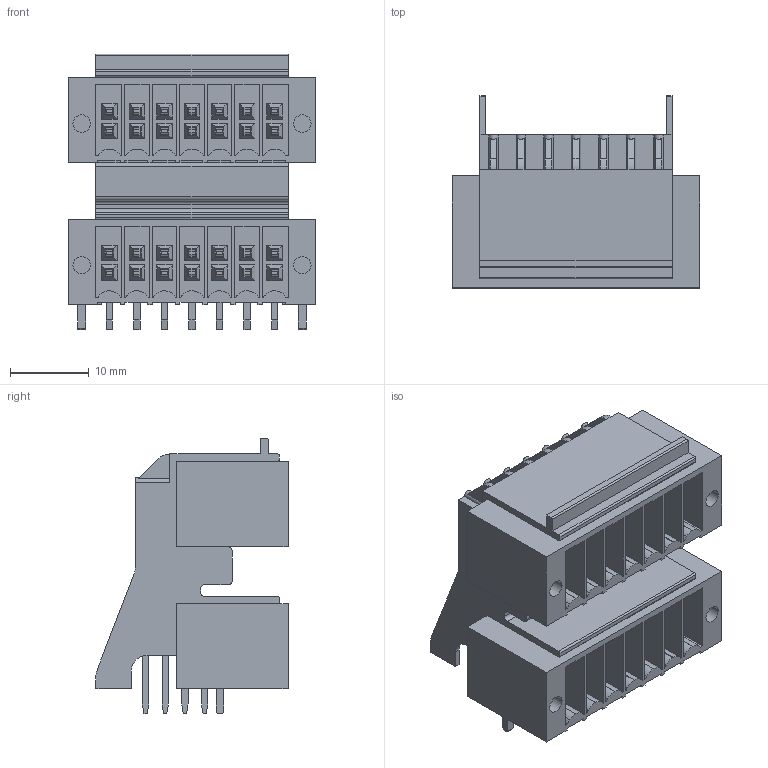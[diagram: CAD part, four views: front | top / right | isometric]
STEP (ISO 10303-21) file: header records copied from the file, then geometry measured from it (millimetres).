
FILE_DESCRIPTION(('CATIA V5 STEP Exchange','CAx-IF Rec.Pracs.--- Model Styling and Organization---1.2---2011-12-15'),'2;1');
FILE_NAME ('D1451389_0', '2018-09-18T11:24:19+00:00', ('none'), ('Weidmueller'), 'CATIA Version 5-6 Release 2014', 'CATIA V5 STEP AP214', 'none');
FILE_SCHEMA(('AUTOMOTIVE_DESIGN { 1 0 10303 214 1 1 1 1 }'));
Length unit declared in the file: millimetre
Products named in the file (1): 1357950000
Bounding box: 31.5 x 24.4 x 35 mm (x, y, z)
Volume: 11044.8 mm3; surface area: 13356.4 mm2
Topology: 31 solids, 31 shells, 1001 faces, 2646 edges, 1746 vertices
Faces by surface type: plane 923, cylinder 78
Entity records: 28705 total; most frequent: ORIENTED_EDGE 5292, CARTESIAN_POINT 5266, DIRECTION 3895, EDGE_CURVE 2646, VECTOR 2348, LINE 2348, VERTEX_POINT 1746, EDGE_LOOP 1096
